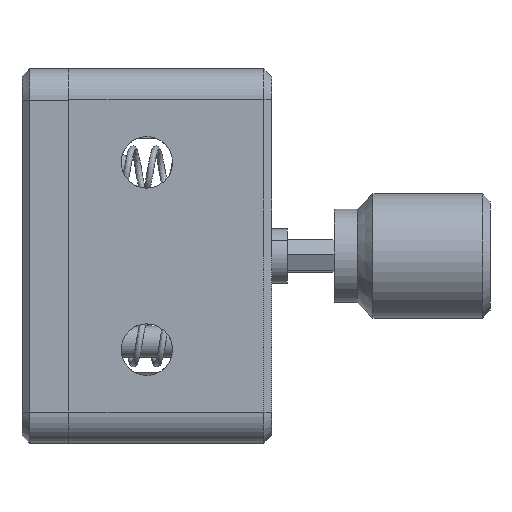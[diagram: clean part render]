
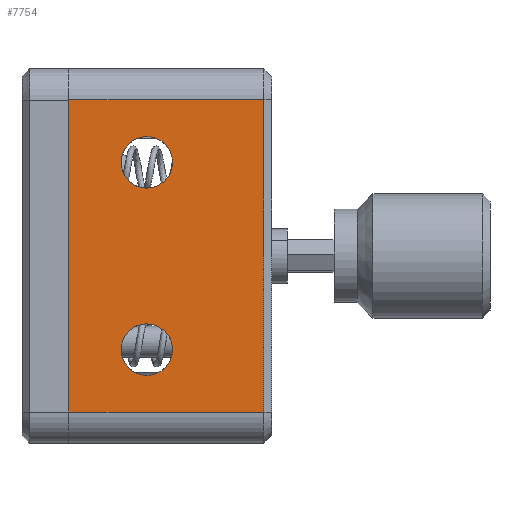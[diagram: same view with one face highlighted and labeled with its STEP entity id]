
A CAD part, front view. The second image highlights one B-rep face of the part: STEP entity #7754.
In plain terms, the highlighted planar face has unit normal (0, -1, 0).
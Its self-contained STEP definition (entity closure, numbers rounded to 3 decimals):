
#67 = CARTESIAN_POINT ( 'NONE',  ( 5.156, -8.205, 12. ) ) ;
#100 = VECTOR ( 'NONE', #10053, 1000. ) ;
#406 = AXIS2_PLACEMENT_3D ( 'NONE', #12407, #7870, #12456 ) ;
#524 = CARTESIAN_POINT ( 'NONE',  ( -2.344, -8.205, 14.35 ) ) ;
#580 = ORIENTED_EDGE ( 'NONE', *, *, #12630, .T. ) ;
#605 = CIRCLE ( 'NONE', #406, 1.65 ) ;
#670 = EDGE_LOOP ( 'NONE', ( #5855, #9420 ) ) ;
#704 = LINE ( 'NONE', #13274, #11801 ) ;
#958 = AXIS2_PLACEMENT_3D ( 'NONE', #9685, #1131, #2226 ) ;
#1041 = CARTESIAN_POINT ( 'NONE',  ( -2.344, -8.205, 26.35 ) ) ;
#1131 = DIRECTION ( 'NONE',  ( 0., -1., 0. ) ) ;
#1299 = DIRECTION ( 'NONE',  ( 0., 0., 1. ) ) ;
#1447 = EDGE_CURVE ( 'NONE', #13433, #3030, #605, .T. ) ;
#1471 = CARTESIAN_POINT ( 'NONE',  ( 5.656, -8.205, 32. ) ) ;
#1907 = EDGE_CURVE ( 'NONE', #9953, #13783, #3107, .T. ) ;
#2194 = EDGE_CURVE ( 'NONE', #8617, #3759, #8499, .T. ) ;
#2226 = DIRECTION ( 'NONE',  ( 0., 0., -1. ) ) ;
#2401 = VERTEX_POINT ( 'NONE', #67 ) ;
#2767 = EDGE_CURVE ( 'NONE', #3907, #8617, #6641, .T. ) ;
#2802 = CARTESIAN_POINT ( 'NONE',  ( 5.656, -8.205, 34. ) ) ;
#2881 = ORIENTED_EDGE ( 'NONE', *, *, #2194, .T. ) ;
#3030 = VERTEX_POINT ( 'NONE', #7573 ) ;
#3107 = CIRCLE ( 'NONE', #958, 1.65 ) ;
#3255 = DIRECTION ( 'NONE',  ( 0., 0., -1. ) ) ;
#3304 = FACE_BOUND ( 'NONE', #7013, .T. ) ;
#3346 = AXIS2_PLACEMENT_3D ( 'NONE', #2802, #12428, #6143 ) ;
#3759 = VERTEX_POINT ( 'NONE', #10193 ) ;
#3907 = VERTEX_POINT ( 'NONE', #8226 ) ;
#4207 = CARTESIAN_POINT ( 'NONE',  ( -7.344, -8.205, 32. ) ) ;
#4331 = CARTESIAN_POINT ( 'NONE',  ( 5.156, -8.205, 32. ) ) ;
#4489 = AXIS2_PLACEMENT_3D ( 'NONE', #11807, #13831, #3255 ) ;
#4734 = CARTESIAN_POINT ( 'NONE',  ( -7.344, -8.205, 34. ) ) ;
#5855 = ORIENTED_EDGE ( 'NONE', *, *, #1447, .F. ) ;
#6143 = DIRECTION ( 'NONE',  ( 0., 0., 1. ) ) ;
#6461 = EDGE_CURVE ( 'NONE', #13783, #9953, #11572, .T. ) ;
#6641 = LINE ( 'NONE', #1471, #9336 ) ;
#6793 = AXIS2_PLACEMENT_3D ( 'NONE', #11629, #10548, #10689 ) ;
#6828 = DIRECTION ( 'NONE',  ( -1., 0., 0. ) ) ;
#7013 = EDGE_LOOP ( 'NONE', ( #8394, #12404 ) ) ;
#7308 = CARTESIAN_POINT ( 'NONE',  ( -2.344, -8.205, 17.65 ) ) ;
#7430 = VECTOR ( 'NONE', #1299, 1000. ) ;
#7573 = CARTESIAN_POINT ( 'NONE',  ( -2.344, -8.205, 29.65 ) ) ;
#7754 = ADVANCED_FACE ( 'NONE', ( #3304, #11538, #8522 ), #12569, .F. ) ;
#7842 = DIRECTION ( 'NONE',  ( 1., 0., 0. ) ) ;
#7870 = DIRECTION ( 'NONE',  ( 0., -1., 0. ) ) ;
#8226 = CARTESIAN_POINT ( 'NONE',  ( 5.156, -8.205, 32. ) ) ;
#8394 = ORIENTED_EDGE ( 'NONE', *, *, #6461, .F. ) ;
#8499 = LINE ( 'NONE', #4734, #100 ) ;
#8522 = FACE_OUTER_BOUND ( 'NONE', #12935, .T. ) ;
#8617 = VERTEX_POINT ( 'NONE', #4207 ) ;
#8870 = ORIENTED_EDGE ( 'NONE', *, *, #12165, .T. ) ;
#9336 = VECTOR ( 'NONE', #6828, 1000. ) ;
#9420 = ORIENTED_EDGE ( 'NONE', *, *, #12409, .F. ) ;
#9685 = CARTESIAN_POINT ( 'NONE',  ( -2.344, -8.205, 16. ) ) ;
#9953 = VERTEX_POINT ( 'NONE', #7308 ) ;
#10053 = DIRECTION ( 'NONE',  ( 0., 0., -1. ) ) ;
#10193 = CARTESIAN_POINT ( 'NONE',  ( -7.344, -8.205, 12. ) ) ;
#10548 = DIRECTION ( 'NONE',  ( 0., -1., 0. ) ) ;
#10689 = DIRECTION ( 'NONE',  ( 0., 0., -1. ) ) ;
#11538 = FACE_BOUND ( 'NONE', #670, .T. ) ;
#11572 = CIRCLE ( 'NONE', #4489, 1.65 ) ;
#11629 = CARTESIAN_POINT ( 'NONE',  ( -2.344, -8.205, 28. ) ) ;
#11801 = VECTOR ( 'NONE', #7842, 1000. ) ;
#11807 = CARTESIAN_POINT ( 'NONE',  ( -2.344, -8.205, 16. ) ) ;
#12165 = EDGE_CURVE ( 'NONE', #3759, #2401, #704, .T. ) ;
#12404 = ORIENTED_EDGE ( 'NONE', *, *, #1907, .F. ) ;
#12407 = CARTESIAN_POINT ( 'NONE',  ( -2.344, -8.205, 28. ) ) ;
#12409 = EDGE_CURVE ( 'NONE', #3030, #13433, #13143, .T. ) ;
#12428 = DIRECTION ( 'NONE',  ( 0., 1., 0. ) ) ;
#12456 = DIRECTION ( 'NONE',  ( 0., 0., -1. ) ) ;
#12569 = PLANE ( 'NONE',  #3346 ) ;
#12630 = EDGE_CURVE ( 'NONE', #2401, #3907, #13810, .T. ) ;
#12935 = EDGE_LOOP ( 'NONE', ( #8870, #580, #13182, #2881 ) ) ;
#13143 = CIRCLE ( 'NONE', #6793, 1.65 ) ;
#13182 = ORIENTED_EDGE ( 'NONE', *, *, #2767, .T. ) ;
#13274 = CARTESIAN_POINT ( 'NONE',  ( 5.656, -8.205, 12. ) ) ;
#13433 = VERTEX_POINT ( 'NONE', #1041 ) ;
#13783 = VERTEX_POINT ( 'NONE', #524 ) ;
#13810 = LINE ( 'NONE', #4331, #7430 ) ;
#13831 = DIRECTION ( 'NONE',  ( 0., -1., 0. ) ) ;
